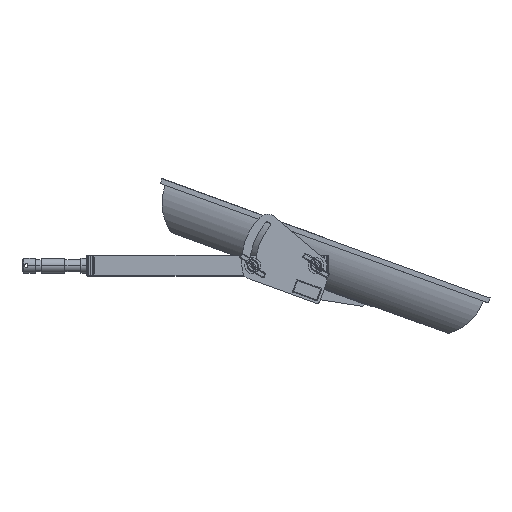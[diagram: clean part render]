
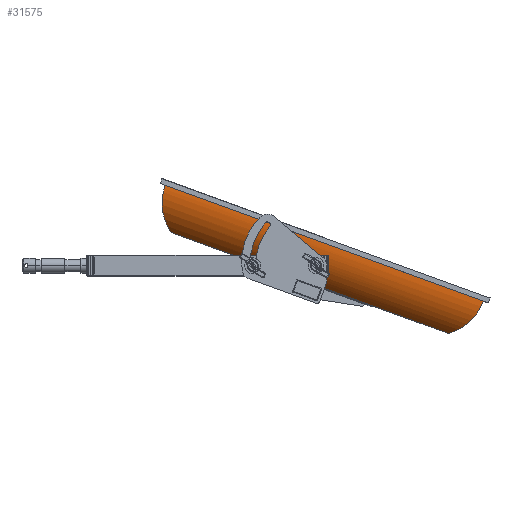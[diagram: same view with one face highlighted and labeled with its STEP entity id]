
A CAD part, left-side view. The second image highlights one B-rep face of the part: STEP entity #31575.
In plain terms, the highlighted cylindrical face has radius 98 mm (diameter 196 mm), a partial arc.
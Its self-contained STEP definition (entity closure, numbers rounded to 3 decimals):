
#98 = LINE ( 'NONE', #28085, #4060 ) ;
#145 = CARTESIAN_POINT ( 'NONE',  ( -495., -320., -14.397 ) ) ;
#364 = CARTESIAN_POINT ( 'NONE',  ( -471.718, -296.767, -73.515 ) ) ;
#1415 = CARTESIAN_POINT ( 'NONE',  ( -453.604, 278.72, -90. ) ) ;
#1496 = CARTESIAN_POINT ( 'NONE',  ( -476.726, 301.762, -66.997 ) ) ;
#1725 = CARTESIAN_POINT ( 'NONE',  ( -494.614, 319.614, -18.76 ) ) ;
#2151 = CARTESIAN_POINT ( 'NONE',  ( -489.082, 314.092, -43.555 ) ) ;
#2155 = FACE_OUTER_BOUND ( 'NONE', #54888, .T. ) ;
#4060 = VECTOR ( 'NONE', #62566, 1000. ) ;
#4774 = B_SPLINE_CURVE_WITH_KNOTS ( 'NONE', 3,
 ( #42017, #22397, #6523, #61937, #46827, #12169, #37247, #1496, #52283, #51870, #16964, #26795, #56474, #27022, #62153, #16533, #61487, #2151, #7373, #6725, #61701, #41364, #37038, #31595, #46615, #1725, #52080, #57122, #36588, #57344 ),
 .UNSPECIFIED., .F., .F.,
 ( 4, 2, 2, 2, 2, 2, 2, 2, 2, 2, 2, 2, 2, 2, 4 ),
 ( 0., 0.013, 0.026, 0.039, 0.042, 0.045, 0.052, 0.065, 0.068, 0.071, 0.078, 0.091, 0.094, 0.097, 0.104 ),
 .UNSPECIFIED. ) ;
#4949 = CARTESIAN_POINT ( 'NONE',  ( -491.076, -316.083, -37.536 ) ) ;
#5171 = CARTESIAN_POINT ( 'NONE',  ( -486.101, -311.116, -51.006 ) ) ;
#5803 = CARTESIAN_POINT ( 'NONE',  ( -494.706, -319.706, -18.716 ) ) ;
#6523 = CARTESIAN_POINT ( 'NONE',  ( -459.058, 284.15, -85.926 ) ) ;
#6672 = VECTOR ( 'NONE', #23289, 1000. ) ;
#6725 = CARTESIAN_POINT ( 'NONE',  ( -490.442, 315.449, -39.614 ) ) ;
#7373 = CARTESIAN_POINT ( 'NONE',  ( -489.434, 314.443, -42.575 ) ) ;
#9044 = VERTEX_POINT ( 'NONE', #56964 ) ;
#10164 = ORIENTED_EDGE ( 'NONE', *, *, #15540, .T. ) ;
#10605 = CARTESIAN_POINT ( 'NONE',  ( -489.132, -314.143, -43.465 ) ) ;
#12169 = CARTESIAN_POINT ( 'NONE',  ( -471.623, 296.673, -73.626 ) ) ;
#15181 = CARTESIAN_POINT ( 'NONE',  ( -495., -320., -10. ) ) ;
#15540 = EDGE_CURVE ( 'NONE', #24218, #56777, #98, .T. ) ;
#15584 = CARTESIAN_POINT ( 'NONE',  ( -463.014, -288.092, -82.451 ) ) ;
#16533 = CARTESIAN_POINT ( 'NONE',  ( -487.979, 312.992, -46.439 ) ) ;
#16964 = CARTESIAN_POINT ( 'NONE',  ( -478.88, 303.911, -63.857 ) ) ;
#18275 = CARTESIAN_POINT ( 'NONE',  ( -453.604, -369.2, -90. ) ) ;
#18946 = CARTESIAN_POINT ( 'NONE',  ( -495., 320., -10. ) ) ;
#20181 = EDGE_CURVE ( 'NONE', #24218, #9044, #38038, .T. ) ;
#20596 = CARTESIAN_POINT ( 'NONE',  ( -459.074, -284.166, -85.915 ) ) ;
#22397 = CARTESIAN_POINT ( 'NONE',  ( -456.371, 281.474, -88.042 ) ) ;
#23289 = DIRECTION ( 'NONE',  ( 0., 1., 0. ) ) ;
#24218 = VERTEX_POINT ( 'NONE', #37359 ) ;
#26795 = CARTESIAN_POINT ( 'NONE',  ( -480.436, 305.463, -61.441 ) ) ;
#27022 = CARTESIAN_POINT ( 'NONE',  ( -484.297, 309.317, -54.702 ) ) ;
#27357 = EDGE_CURVE ( 'NONE', #44713, #56777, #4774, .T. ) ;
#27773 = LINE ( 'NONE', #18275, #6672 ) ;
#28085 = CARTESIAN_POINT ( 'NONE',  ( -495., -369.2, -10. ) ) ;
#30664 = CARTESIAN_POINT ( 'NONE',  ( -490.464, -315.472, -39.543 ) ) ;
#31575 = ADVANCED_FACE ( 'NONE', ( #2155 ), #64638, .T. ) ;
#31595 = CARTESIAN_POINT ( 'NONE',  ( -494.267, 319.268, -22.011 ) ) ;
#34820 = CARTESIAN_POINT ( 'NONE',  ( -468.08, -293.141, -77.489 ) ) ;
#35236 = CARTESIAN_POINT ( 'NONE',  ( -456.373, -281.476, -88.041 ) ) ;
#35454 = CARTESIAN_POINT ( 'NONE',  ( -493.572, -318.575, -27.208 ) ) ;
#36588 = CARTESIAN_POINT ( 'NONE',  ( -495., 320., -12.198 ) ) ;
#37003 = DIRECTION ( 'NONE',  ( 0., 1., 0. ) ) ;
#37038 = CARTESIAN_POINT ( 'NONE',  ( -493.546, 318.548, -27.365 ) ) ;
#37247 = CARTESIAN_POINT ( 'NONE',  ( -473.951, 298.995, -70.8 ) ) ;
#37359 = CARTESIAN_POINT ( 'NONE',  ( -495., -320., -10. ) ) ;
#38038 = B_SPLINE_CURVE_WITH_KNOTS ( 'NONE', 3,
 ( #15181, #145, #5803, #35454, #45234, #4949, #30664, #10605, #40658, #5171, #55103, #50680, #64721, #45669, #45457, #54891, #364, #34820, #59928, #39794, #15584, #20596, #35236, #55527 ),
 .UNSPECIFIED., .F., .F.,
 ( 4, 2, 2, 2, 2, 2, 2, 2, 2, 2, 2, 4 ),
 ( 0., 0.013, 0.026, 0.032, 0.039, 0.052, 0.058, 0.065, 0.078, 0.084, 0.091, 0.104 ),
 .UNSPECIFIED. ) ;
#39179 = EDGE_CURVE ( 'NONE', #9044, #44713, #27773, .T. ) ;
#39794 = CARTESIAN_POINT ( 'NONE',  ( -464.309, -289.381, -81.251 ) ) ;
#40658 = CARTESIAN_POINT ( 'NONE',  ( -488.413, -313.424, -45.381 ) ) ;
#41364 = CARTESIAN_POINT ( 'NONE',  ( -492.698, 317.702, -31.53 ) ) ;
#42017 = CARTESIAN_POINT ( 'NONE',  ( -453.604, 278.72, -90. ) ) ;
#44713 = VERTEX_POINT ( 'NONE', #1415 ) ;
#45234 = CARTESIAN_POINT ( 'NONE',  ( -492.733, -317.737, -31.382 ) ) ;
#45457 = CARTESIAN_POINT ( 'NONE',  ( -477.326, -302.361, -66.171 ) ) ;
#45669 = CARTESIAN_POINT ( 'NONE',  ( -478.393, -303.425, -64.616 ) ) ;
#46615 = CARTESIAN_POINT ( 'NONE',  ( -494.394, 319.395, -20.932 ) ) ;
#46827 = CARTESIAN_POINT ( 'NONE',  ( -466.778, 291.842, -78.905 ) ) ;
#50680 = CARTESIAN_POINT ( 'NONE',  ( -481.462, -306.488, -59.739 ) ) ;
#51156 = CARTESIAN_POINT ( 'NONE',  ( -397., -369.2, -10. ) ) ;
#51870 = CARTESIAN_POINT ( 'NONE',  ( -478.351, 303.384, -64.652 ) ) ;
#52080 = CARTESIAN_POINT ( 'NONE',  ( -494.706, 319.706, -17.668 ) ) ;
#52283 = CARTESIAN_POINT ( 'NONE',  ( -477.274, 302.31, -66.222 ) ) ;
#52807 = AXIS2_PLACEMENT_3D ( 'NONE', #51156, #37003, #63176 ) ;
#54888 = EDGE_LOOP ( 'NONE', ( #10164, #60210, #55434, #64020 ) ) ;
#54891 = CARTESIAN_POINT ( 'NONE',  ( -474.034, -299.077, -70.693 ) ) ;
#55103 = CARTESIAN_POINT ( 'NONE',  ( -484.357, -309.376, -54.591 ) ) ;
#55434 = ORIENTED_EDGE ( 'NONE', *, *, #39179, .F. ) ;
#55527 = CARTESIAN_POINT ( 'NONE',  ( -453.604, -278.72, -90. ) ) ;
#56474 = CARTESIAN_POINT ( 'NONE',  ( -481.433, 306.458, -59.789 ) ) ;
#56777 = VERTEX_POINT ( 'NONE', #18946 ) ;
#56964 = CARTESIAN_POINT ( 'NONE',  ( -453.604, -278.72, -90. ) ) ;
#57122 = CARTESIAN_POINT ( 'NONE',  ( -494.926, 319.926, -14.39 ) ) ;
#57344 = CARTESIAN_POINT ( 'NONE',  ( -495., 320., -10. ) ) ;
#59928 = CARTESIAN_POINT ( 'NONE',  ( -466.841, -291.905, -78.771 ) ) ;
#60210 = ORIENTED_EDGE ( 'NONE', *, *, #27357, .F. ) ;
#61487 = CARTESIAN_POINT ( 'NONE',  ( -488.355, 313.367, -45.486 ) ) ;
#61701 = CARTESIAN_POINT ( 'NONE',  ( -491.053, 316.059, -37.614 ) ) ;
#61937 = CARTESIAN_POINT ( 'NONE',  ( -464.262, 289.334, -81.357 ) ) ;
#62153 = CARTESIAN_POINT ( 'NONE',  ( -486.04, 311.056, -51.139 ) ) ;
#62566 = DIRECTION ( 'NONE',  ( 0., 1., 0. ) ) ;
#63176 = DIRECTION ( 'NONE',  ( 0., 0., 1. ) ) ;
#64020 = ORIENTED_EDGE ( 'NONE', *, *, #20181, .F. ) ;
#64638 = CYLINDRICAL_SURFACE ( 'NONE', #52807, 98. ) ;
#64721 = CARTESIAN_POINT ( 'NONE',  ( -480.461, -305.489, -61.4 ) ) ;
